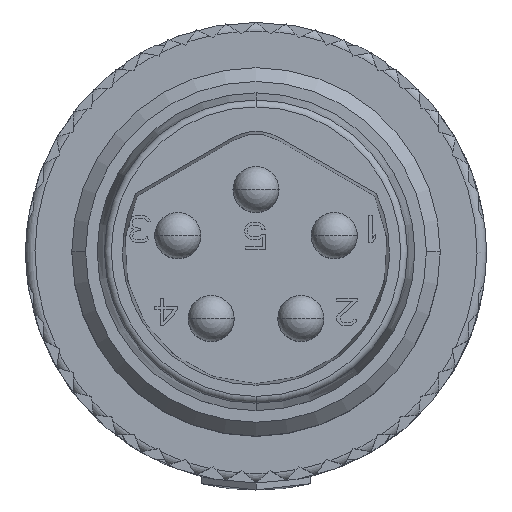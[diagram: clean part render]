
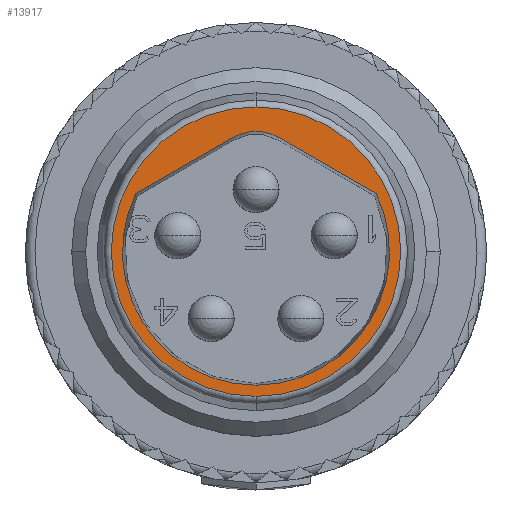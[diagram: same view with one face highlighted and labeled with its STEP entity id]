
A CAD part, top view. The second image highlights one B-rep face of the part: STEP entity #13917.
In plain terms, the highlighted planar face has unit normal (0, 0, 1).
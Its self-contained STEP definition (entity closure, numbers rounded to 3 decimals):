
#432=DIRECTION('',(0.866,-0.5,0.));
#433=VECTOR('',#432,2.434);
#434=CARTESIAN_POINT('',(0.505,2.475,5.));
#435=LINE('',#434,#433);
#436=DIRECTION('',(0.866,0.5,0.));
#437=VECTOR('',#436,2.434);
#438=CARTESIAN_POINT('',(-2.613,1.258,5.));
#439=LINE('',#438,#437);
#451=CARTESIAN_POINT('',(-2.613,1.258,5.));
#458=CARTESIAN_POINT('',(0.,0.,5.));
#459=DIRECTION('',(0.,0.,-1.));
#460=DIRECTION('',(0.,-1.,0.));
#461=AXIS2_PLACEMENT_3D('',#458,#459,#460);
#463=CARTESIAN_POINT('',(0.,0.,5.));
#464=DIRECTION('',(0.,0.,-1.));
#465=DIRECTION('',(0.,1.,0.));
#466=AXIS2_PLACEMENT_3D('',#463,#464,#465);
#468=CARTESIAN_POINT('',(0.,0.,5.));
#469=DIRECTION('',(0.,0.,1.));
#470=DIRECTION('',(-0.901,0.434,0.));
#471=AXIS2_PLACEMENT_3D('',#468,#469,#470);
#473=CARTESIAN_POINT('',(0.,0.,5.));
#474=DIRECTION('',(0.,0.,1.));
#475=DIRECTION('',(0.,-1.,0.));
#476=AXIS2_PLACEMENT_3D('',#473,#474,#475);
#478=CARTESIAN_POINT('',(0.,1.6,5.));
#479=DIRECTION('',(0.,0.,1.));
#480=DIRECTION('',(0.5,0.866,0.));
#481=AXIS2_PLACEMENT_3D('',#478,#479,#480);
#11759=CARTESIAN_POINT('',(0.505,2.475,
5.));
#11760=VERTEX_POINT('',#11759);
#11761=CARTESIAN_POINT('',(2.613,1.258,5.));
#11762=VERTEX_POINT('',#11761);
#11763=CARTESIAN_POINT('',(-0.505,2.475,
5.));
#11764=VERTEX_POINT('',#11763);
#11765=VERTEX_POINT('',#451);
#11766=CARTESIAN_POINT('',(0.,-2.9,5.));
#11767=VERTEX_POINT('',#11766);
#11768=CARTESIAN_POINT('',(0.,-3.143,5.));
#11769=CARTESIAN_POINT('',(0.,3.143,5.));
#11770=VERTEX_POINT('',#11768);
#11771=VERTEX_POINT('',#11769);
#13899=CARTESIAN_POINT('',(0.,0.,5.));
#13900=DIRECTION('',(0.,0.,1.));
#13901=DIRECTION('',(0.,-1.,0.));
#13902=AXIS2_PLACEMENT_3D('',#13899,#13900,#13901);
#13903=PLANE('',#13902);
#13905=ORIENTED_EDGE('',*,*,#13904,.T.);
#13907=ORIENTED_EDGE('',*,*,#13906,.T.);
#13908=EDGE_LOOP('',(#13905,#13907));
#13909=FACE_OUTER_BOUND('',#13908,.F.);
#13910=ORIENTED_EDGE('',*,*,#13893,.T.);
#13911=ORIENTED_EDGE('',*,*,#13891,.T.);
#13912=ORIENTED_EDGE('',*,*,#13849,.F.);
#13913=ORIENTED_EDGE('',*,*,#13864,.T.);
#13914=ORIENTED_EDGE('',*,*,#13878,.F.);
#13915=EDGE_LOOP('',(#13910,#13911,#13912,#13913,#13914));
#13916=FACE_BOUND('',#13915,.F.);
#13917=ADVANCED_FACE('',(#13909,#13916),#13903,.T.);
#462=CIRCLE('',#461,3.143);
#467=CIRCLE('',#466,3.143);
#472=CIRCLE('',#471,2.9);
#477=CIRCLE('',#476,2.9);
#482=CIRCLE('',#481,1.01);
#13849=EDGE_CURVE('',#11760,#11762,#435,.T.);
#13864=EDGE_CURVE('',#11760,#11764,#482,.T.);
#13878=EDGE_CURVE('',#11765,#11764,#439,.T.);
#13891=EDGE_CURVE('',#11767,#11762,#477,.T.);
#13893=EDGE_CURVE('',#11765,#11767,#472,.T.);
#13904=EDGE_CURVE('',#11770,#11771,#462,.T.);
#13906=EDGE_CURVE('',#11771,#11770,#467,.T.);
